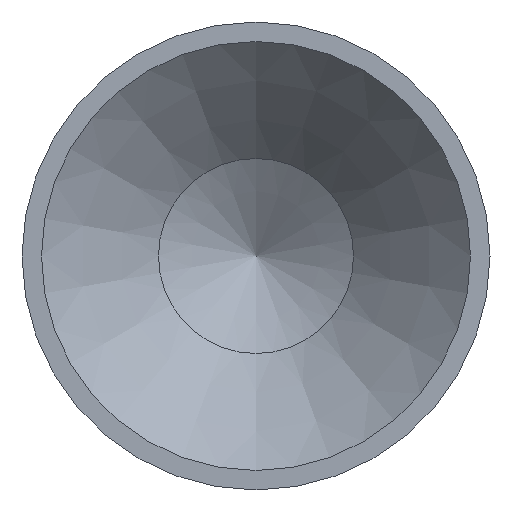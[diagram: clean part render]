
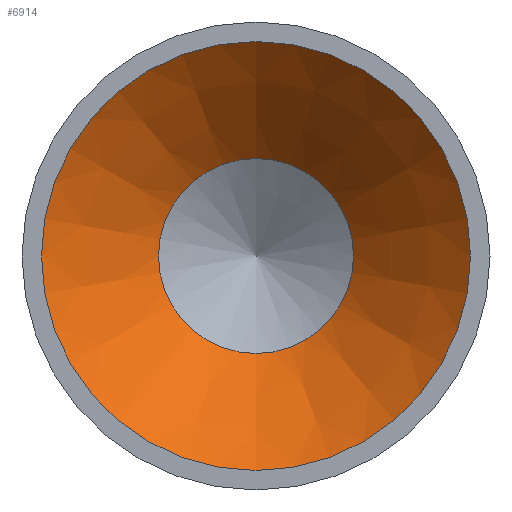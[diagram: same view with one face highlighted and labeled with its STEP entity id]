
A CAD part, front view. The second image highlights one B-rep face of the part: STEP entity #6914.
In plain terms, the highlighted conical face has half-angle 45 degrees and reference radius 5.5 mm.
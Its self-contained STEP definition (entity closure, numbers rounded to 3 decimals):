
#135 = VERTEX_POINT ( 'NONE', #11599 ) ;
#167 = EDGE_CURVE ( 'NONE', #2612, #2612, #5877, .T. ) ;
#199 = DIRECTION ( 'NONE',  ( 0., -1., 0. ) ) ;
#217 = CARTESIAN_POINT ( 'NONE',  ( 0., 0., -5.5 ) ) ;
#1060 = DIRECTION ( 'NONE',  ( 0., 0., -1. ) ) ;
#1574 = DIRECTION ( 'NONE',  ( 0., 1., 0. ) ) ;
#1968 = DIRECTION ( 'NONE',  ( 0., 0., -1. ) ) ;
#2022 = CARTESIAN_POINT ( 'NONE',  ( 0., 0., 0. ) ) ;
#2424 = AXIS2_PLACEMENT_3D ( 'NONE', #3400, #1574, #10063 ) ;
#2612 = VERTEX_POINT ( 'NONE', #217 ) ;
#3256 = AXIS2_PLACEMENT_3D ( 'NONE', #3847, #8521, #1968 ) ;
#3400 = CARTESIAN_POINT ( 'NONE',  ( 0., 3., 0. ) ) ;
#3847 = CARTESIAN_POINT ( 'NONE',  ( 0., 0., 0. ) ) ;
#4004 = FACE_BOUND ( 'NONE', #7317, .T. ) ;
#4020 = EDGE_LOOP ( 'NONE', ( #12043 ) ) ;
#5877 = CIRCLE ( 'NONE', #3256, 5.5 ) ;
#5895 = CIRCLE ( 'NONE', #2424, 2.5 ) ;
#6914 = ADVANCED_FACE ( 'NONE', ( #4004, #7685 ), #8691, .F. ) ;
#7317 = EDGE_LOOP ( 'NONE', ( #8741 ) ) ;
#7577 = EDGE_CURVE ( 'NONE', #135, #135, #5895, .T. ) ;
#7685 = FACE_OUTER_BOUND ( 'NONE', #4020, .T. ) ;
#8521 = DIRECTION ( 'NONE',  ( 0., -1., 0. ) ) ;
#8691 = CONICAL_SURFACE ( 'NONE', #10875, 5.5, 0.785 ) ;
#8741 = ORIENTED_EDGE ( 'NONE', *, *, #7577, .T. ) ;
#10063 = DIRECTION ( 'NONE',  ( 0., 0., -1. ) ) ;
#10875 = AXIS2_PLACEMENT_3D ( 'NONE', #2022, #199, #1060 ) ;
#11599 = CARTESIAN_POINT ( 'NONE',  ( 0., 3., -2.5 ) ) ;
#12043 = ORIENTED_EDGE ( 'NONE', *, *, #167, .T. ) ;
